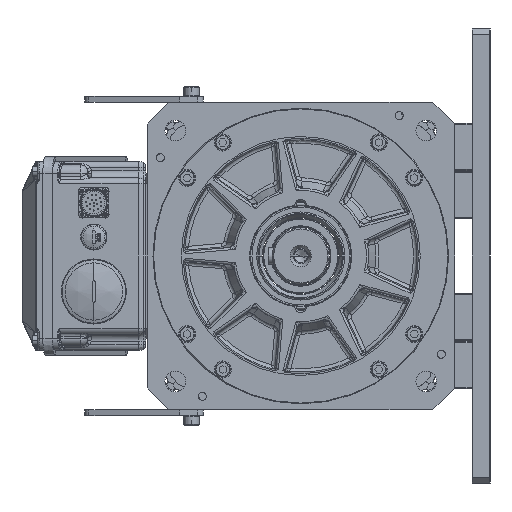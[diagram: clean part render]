
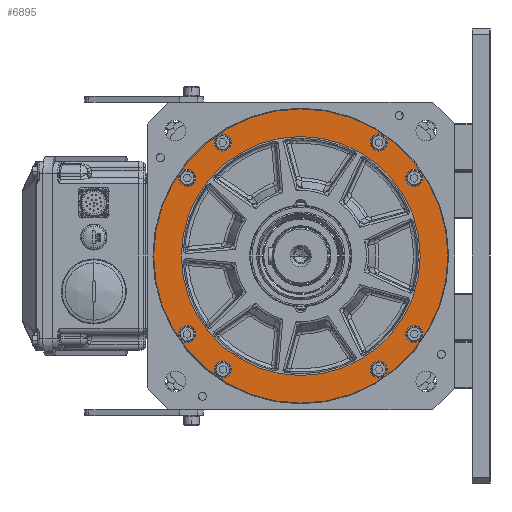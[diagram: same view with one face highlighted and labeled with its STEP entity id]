
A CAD part, left-side view. The second image highlights one B-rep face of the part: STEP entity #6895.
In plain terms, the highlighted planar face has unit normal (-1, 0, 0).
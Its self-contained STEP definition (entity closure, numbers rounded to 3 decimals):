
#1115=CARTESIAN_POINT('',(106.,0.,0.));
#1116=DIRECTION('',(1.,0.,0.));
#1117=DIRECTION('',(0.,-1.,0.));
#1118=AXIS2_PLACEMENT_3D('',#1115,#1116,#1117);
#1120=CARTESIAN_POINT('',(106.,0.,0.));
#1121=DIRECTION('',(1.,0.,0.));
#1122=DIRECTION('',(0.,1.,0.));
#1123=AXIS2_PLACEMENT_3D('',#1120,#1121,#1122);
#1125=CARTESIAN_POINT('',(106.,96.,-66.));
#1126=DIRECTION('',(-1.,0.,0.));
#1127=DIRECTION('',(0.,-1.,0.));
#1128=AXIS2_PLACEMENT_3D('',#1125,#1126,#1127);
#1130=CARTESIAN_POINT('',(106.,96.,-66.));
#1131=DIRECTION('',(-1.,0.,0.));
#1132=DIRECTION('',(0.,1.,0.));
#1133=AXIS2_PLACEMENT_3D('',#1130,#1131,#1132);
#1135=CARTESIAN_POINT('',(106.,96.,66.));
#1136=DIRECTION('',(1.,0.,0.));
#1137=DIRECTION('',(0.,-1.,0.));
#1138=AXIS2_PLACEMENT_3D('',#1135,#1136,#1137);
#1140=CARTESIAN_POINT('',(106.,96.,66.));
#1141=DIRECTION('',(1.,0.,0.));
#1142=DIRECTION('',(0.,1.,0.));
#1143=AXIS2_PLACEMENT_3D('',#1140,#1141,#1142);
#1145=CARTESIAN_POINT('',(106.,-66.,-96.));
#1146=DIRECTION('',(-1.,0.,0.));
#1147=DIRECTION('',(0.,0.,1.));
#1148=AXIS2_PLACEMENT_3D('',#1145,#1146,#1147);
#1150=CARTESIAN_POINT('',(106.,-66.,-96.));
#1151=DIRECTION('',(-1.,0.,0.));
#1152=DIRECTION('',(0.,0.,-1.));
#1153=AXIS2_PLACEMENT_3D('',#1150,#1151,#1152);
#1155=CARTESIAN_POINT('',(106.,66.,-96.));
#1156=DIRECTION('',(1.,0.,0.));
#1157=DIRECTION('',(0.,0.,1.));
#1158=AXIS2_PLACEMENT_3D('',#1155,#1156,#1157);
#1160=CARTESIAN_POINT('',(106.,66.,-96.));
#1161=DIRECTION('',(1.,0.,0.));
#1162=DIRECTION('',(0.,0.,-1.));
#1163=AXIS2_PLACEMENT_3D('',#1160,#1161,#1162);
#1165=CARTESIAN_POINT('',(106.,-96.,66.));
#1166=DIRECTION('',(-1.,0.,0.));
#1167=DIRECTION('',(0.,1.,0.));
#1168=AXIS2_PLACEMENT_3D('',#1165,#1166,#1167);
#1170=CARTESIAN_POINT('',(106.,-96.,66.));
#1171=DIRECTION('',(-1.,0.,0.));
#1172=DIRECTION('',(0.,-1.,0.));
#1173=AXIS2_PLACEMENT_3D('',#1170,#1171,#1172);
#1175=CARTESIAN_POINT('',(106.,-96.,-66.));
#1176=DIRECTION('',(1.,0.,0.));
#1177=DIRECTION('',(0.,1.,0.));
#1178=AXIS2_PLACEMENT_3D('',#1175,#1176,#1177);
#1180=CARTESIAN_POINT('',(106.,-96.,-66.));
#1181=DIRECTION('',(1.,0.,0.));
#1182=DIRECTION('',(0.,-1.,0.));
#1183=AXIS2_PLACEMENT_3D('',#1180,#1181,#1182);
#1185=CARTESIAN_POINT('',(106.,66.,96.));
#1186=DIRECTION('',(-1.,0.,0.));
#1187=DIRECTION('',(0.,0.,-1.));
#1188=AXIS2_PLACEMENT_3D('',#1185,#1186,#1187);
#1190=CARTESIAN_POINT('',(106.,66.,96.));
#1191=DIRECTION('',(-1.,0.,0.));
#1192=DIRECTION('',(0.,0.,1.));
#1193=AXIS2_PLACEMENT_3D('',#1190,#1191,#1192);
#1195=CARTESIAN_POINT('',(106.,-66.,96.));
#1196=DIRECTION('',(1.,0.,0.));
#1197=DIRECTION('',(0.,0.,-1.));
#1198=AXIS2_PLACEMENT_3D('',#1195,#1196,#1197);
#1200=CARTESIAN_POINT('',(106.,-66.,96.));
#1201=DIRECTION('',(1.,0.,0.));
#1202=DIRECTION('',(0.,0.,1.));
#1203=AXIS2_PLACEMENT_3D('',#1200,#1201,#1202);
#1205=CARTESIAN_POINT('',(106.,0.,0.));
#1206=DIRECTION('',(-1.,0.,0.));
#1207=DIRECTION('',(0.,0.,1.));
#1208=AXIS2_PLACEMENT_3D('',#1205,#1206,#1207);
#1210=CARTESIAN_POINT('',(106.,0.,0.));
#1211=DIRECTION('',(-1.,0.,0.));
#1212=DIRECTION('',(0.,0.,-1.));
#1213=AXIS2_PLACEMENT_3D('',#1210,#1211,#1212);
#6444=CARTESIAN_POINT('',(106.,-124.423,0.));
#6445=CARTESIAN_POINT('',(106.,124.423,0.));
#6446=VERTEX_POINT('',#6444);
#6447=VERTEX_POINT('',#6445);
#6456=CARTESIAN_POINT('',(106.,88.75,-66.));
#6457=CARTESIAN_POINT('',(106.,103.25,-66.));
#6458=VERTEX_POINT('',#6456);
#6459=VERTEX_POINT('',#6457);
#6464=CARTESIAN_POINT('',(106.,88.75,66.));
#6465=VERTEX_POINT('',#6464);
#6466=CARTESIAN_POINT('',(106.,103.25,66.));
#6467=VERTEX_POINT('',#6466);
#6476=CARTESIAN_POINT('',(106.,-66.,-88.75));
#6477=VERTEX_POINT('',#6476);
#6478=CARTESIAN_POINT('',(106.,-66.,-103.25));
#6479=VERTEX_POINT('',#6478);
#6484=CARTESIAN_POINT('',(106.,66.,-88.75));
#6485=VERTEX_POINT('',#6484);
#6486=CARTESIAN_POINT('',(106.,66.,-103.25));
#6487=VERTEX_POINT('',#6486);
#6492=CARTESIAN_POINT('',(106.,-88.75,66.));
#6493=VERTEX_POINT('',#6492);
#6494=CARTESIAN_POINT('',(106.,-103.25,66.));
#6495=VERTEX_POINT('',#6494);
#6500=CARTESIAN_POINT('',(106.,-88.75,-66.));
#6501=VERTEX_POINT('',#6500);
#6502=CARTESIAN_POINT('',(106.,-103.25,-66.));
#6503=VERTEX_POINT('',#6502);
#6508=CARTESIAN_POINT('',(106.,66.,88.75));
#6509=VERTEX_POINT('',#6508);
#6510=CARTESIAN_POINT('',(106.,66.,103.25));
#6511=VERTEX_POINT('',#6510);
#6516=CARTESIAN_POINT('',(106.,-66.,88.75));
#6517=VERTEX_POINT('',#6516);
#6518=CARTESIAN_POINT('',(106.,-66.,103.25));
#6519=VERTEX_POINT('',#6518);
#6612=CARTESIAN_POINT('',(106.,0.,101.));
#6613=CARTESIAN_POINT('',(106.,0.,-101.));
#6614=VERTEX_POINT('',#6612);
#6615=VERTEX_POINT('',#6613);
#6831=CARTESIAN_POINT('',(106.,0.,0.));
#6832=DIRECTION('',(-1.,0.,0.));
#6833=DIRECTION('',(0.,-1.,0.));
#6834=AXIS2_PLACEMENT_3D('',#6831,#6832,#6833);
#6835=PLANE('',#6834);
#6837=ORIENTED_EDGE('',*,*,#6836,.T.);
#6839=ORIENTED_EDGE('',*,*,#6838,.T.);
#6840=EDGE_LOOP('',(#6837,#6839));
#6841=FACE_OUTER_BOUND('',#6840,.F.);
#6843=ORIENTED_EDGE('',*,*,#6842,.T.);
#6845=ORIENTED_EDGE('',*,*,#6844,.T.);
#6846=EDGE_LOOP('',(#6843,#6845));
#6847=FACE_BOUND('',#6846,.F.);
#6849=ORIENTED_EDGE('',*,*,#6848,.F.);
#6851=ORIENTED_EDGE('',*,*,#6850,.F.);
#6852=EDGE_LOOP('',(#6849,#6851));
#6853=FACE_BOUND('',#6852,.F.);
#6855=ORIENTED_EDGE('',*,*,#6854,.T.);
#6857=ORIENTED_EDGE('',*,*,#6856,.T.);
#6858=EDGE_LOOP('',(#6855,#6857));
#6859=FACE_BOUND('',#6858,.F.);
#6861=ORIENTED_EDGE('',*,*,#6860,.F.);
#6863=ORIENTED_EDGE('',*,*,#6862,.F.);
#6864=EDGE_LOOP('',(#6861,#6863));
#6865=FACE_BOUND('',#6864,.F.);
#6867=ORIENTED_EDGE('',*,*,#6866,.T.);
#6869=ORIENTED_EDGE('',*,*,#6868,.T.);
#6870=EDGE_LOOP('',(#6867,#6869));
#6871=FACE_BOUND('',#6870,.F.);
#6873=ORIENTED_EDGE('',*,*,#6872,.F.);
#6875=ORIENTED_EDGE('',*,*,#6874,.F.);
#6876=EDGE_LOOP('',(#6873,#6875));
#6877=FACE_BOUND('',#6876,.F.);
#6879=ORIENTED_EDGE('',*,*,#6878,.T.);
#6881=ORIENTED_EDGE('',*,*,#6880,.T.);
#6882=EDGE_LOOP('',(#6879,#6881));
#6883=FACE_BOUND('',#6882,.F.);
#6885=ORIENTED_EDGE('',*,*,#6884,.F.);
#6887=ORIENTED_EDGE('',*,*,#6886,.F.);
#6888=EDGE_LOOP('',(#6885,#6887));
#6889=FACE_BOUND('',#6888,.F.);
#6890=ORIENTED_EDGE('',*,*,#6821,.T.);
#6892=ORIENTED_EDGE('',*,*,#6891,.T.);
#6893=EDGE_LOOP('',(#6890,#6892));
#6894=FACE_BOUND('',#6893,.F.);
#6895=ADVANCED_FACE('',(#6841,#6847,#6853,#6859,#6865,#6871,#6877,#6883,#6889,
#6894),#6835,.T.);
#1119=CIRCLE('',#1118,124.423);
#1124=CIRCLE('',#1123,124.423);
#1129=CIRCLE('',#1128,7.25);
#1134=CIRCLE('',#1133,7.25);
#1139=CIRCLE('',#1138,7.25);
#1144=CIRCLE('',#1143,7.25);
#1149=CIRCLE('',#1148,7.25);
#1154=CIRCLE('',#1153,7.25);
#1159=CIRCLE('',#1158,7.25);
#1164=CIRCLE('',#1163,7.25);
#1169=CIRCLE('',#1168,7.25);
#1174=CIRCLE('',#1173,7.25);
#1179=CIRCLE('',#1178,7.25);
#1184=CIRCLE('',#1183,7.25);
#1189=CIRCLE('',#1188,7.25);
#1194=CIRCLE('',#1193,7.25);
#1199=CIRCLE('',#1198,7.25);
#1204=CIRCLE('',#1203,7.25);
#1209=CIRCLE('',#1208,101.);
#1214=CIRCLE('',#1213,101.);
#6821=EDGE_CURVE('',#6614,#6615,#1209,.T.);
#6836=EDGE_CURVE('',#6446,#6447,#1119,.T.);
#6838=EDGE_CURVE('',#6447,#6446,#1124,.T.);
#6842=EDGE_CURVE('',#6458,#6459,#1129,.T.);
#6844=EDGE_CURVE('',#6459,#6458,#1134,.T.);
#6848=EDGE_CURVE('',#6465,#6467,#1139,.T.);
#6850=EDGE_CURVE('',#6467,#6465,#1144,.T.);
#6854=EDGE_CURVE('',#6477,#6479,#1149,.T.);
#6856=EDGE_CURVE('',#6479,#6477,#1154,.T.);
#6860=EDGE_CURVE('',#6485,#6487,#1159,.T.);
#6862=EDGE_CURVE('',#6487,#6485,#1164,.T.);
#6866=EDGE_CURVE('',#6493,#6495,#1169,.T.);
#6868=EDGE_CURVE('',#6495,#6493,#1174,.T.);
#6872=EDGE_CURVE('',#6501,#6503,#1179,.T.);
#6874=EDGE_CURVE('',#6503,#6501,#1184,.T.);
#6878=EDGE_CURVE('',#6509,#6511,#1189,.T.);
#6880=EDGE_CURVE('',#6511,#6509,#1194,.T.);
#6884=EDGE_CURVE('',#6517,#6519,#1199,.T.);
#6886=EDGE_CURVE('',#6519,#6517,#1204,.T.);
#6891=EDGE_CURVE('',#6615,#6614,#1214,.T.);
